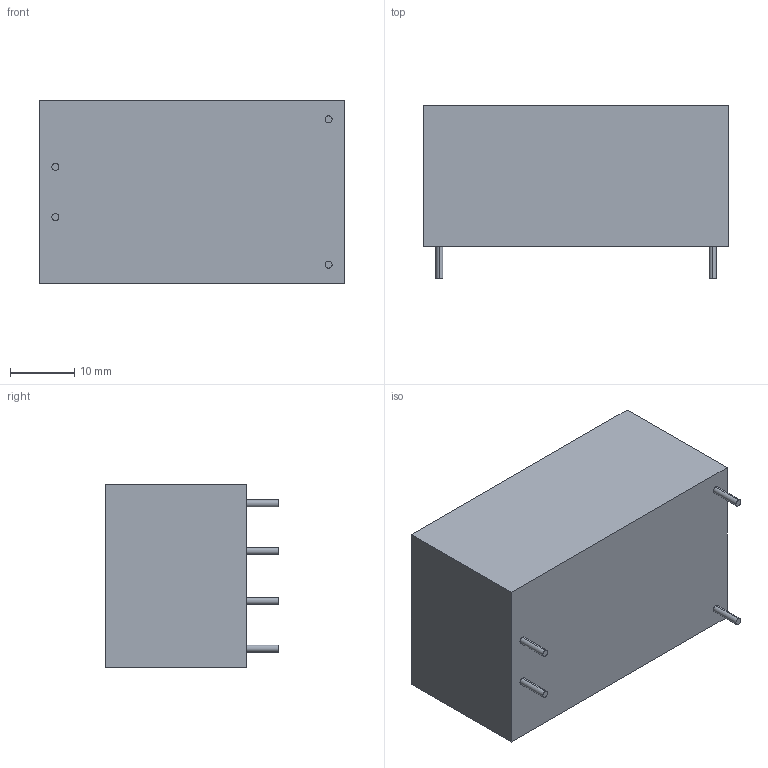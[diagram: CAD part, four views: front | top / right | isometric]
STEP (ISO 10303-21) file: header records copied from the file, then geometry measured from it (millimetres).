
FILE_DESCRIPTION (( 'STEP AP214' ), '1' );
FILE_NAME ('HLK-10M05.STEP', '2023-12-07T13:59:57', ( 'LENOVO' ), ( '' ), 'SwSTEP 2.0', 'SolidWorks 2021', '' );
FILE_SCHEMA (( 'AUTOMOTIVE_DESIGN' ));
Length unit declared in the file: millimetre
Products named in the file (1): HLK-10M05
Bounding box: 47.5 x 27 x 28.5 mm (x, y, z)
Volume: 29801.5 mm3; surface area: 6128.2 mm2
Topology: 5 solids, 5 shells, 40 faces, 136 edges, 124 vertices
Faces by surface type: plane 32, cylinder 8
Entity records: 2384 total; most frequent: CARTESIAN_POINT 918, ORIENTED_EDGE 272, DIRECTION 206, EDGE_CURVE 136, VERTEX_POINT 124, VECTOR 76, LINE 76, AXIS2_PLACEMENT_3D 65
